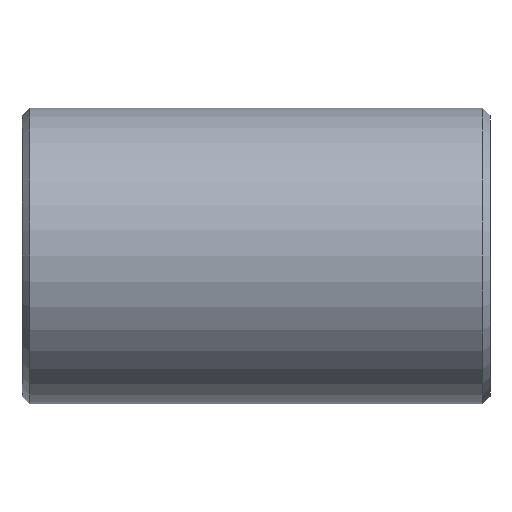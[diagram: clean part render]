
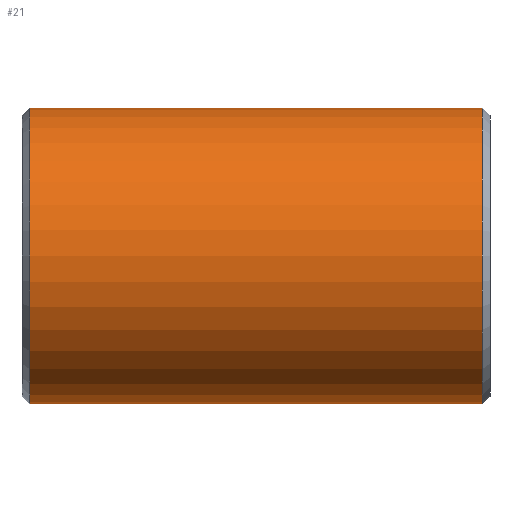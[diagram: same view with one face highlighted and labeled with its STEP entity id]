
A CAD part, front view. The second image highlights one B-rep face of the part: STEP entity #21.
In plain terms, the highlighted cylindrical face has radius 136.525 mm (diameter 273.05 mm), a partial arc.
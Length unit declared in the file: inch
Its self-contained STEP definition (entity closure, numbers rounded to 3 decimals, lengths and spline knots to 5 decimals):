
#9 = DIRECTION ( 'NONE',  ( -1., 0., 0. ) ) ;
#18 = CARTESIAN_POINT ( 'NONE',  ( 8.21867, 0., 5.375 ) ) ;
#21 = ADVANCED_FACE ( 'NONE', ( #780 ), #928, .T. ) ;
#42 = CARTESIAN_POINT ( 'NONE',  ( 8.5, 0., 5.375 ) ) ;
#70 = EDGE_CURVE ( 'NONE', #491, #494, #569, .T. ) ;
#87 = CARTESIAN_POINT ( 'NONE',  ( 8.21867, 0., 0. ) ) ;
#123 = DIRECTION ( 'NONE',  ( -1., 0., 0. ) ) ;
#137 = EDGE_LOOP ( 'NONE', ( #432, #652, #854, #394 ) ) ;
#188 = AXIS2_PLACEMENT_3D ( 'NONE', #822, #751, #764 ) ;
#326 = CARTESIAN_POINT ( 'NONE',  ( -8.21867, 0., -5.375 ) ) ;
#348 = CARTESIAN_POINT ( 'NONE',  ( 8.5, 0., 0. ) ) ;
#352 = CIRCLE ( 'NONE', #188, 5.375 ) ;
#394 = ORIENTED_EDGE ( 'NONE', *, *, #429, .T. ) ;
#406 = CARTESIAN_POINT ( 'NONE',  ( -8.21867, 0., 5.375 ) ) ;
#409 = DIRECTION ( 'NONE',  ( 0., 0., 1. ) ) ;
#429 = EDGE_CURVE ( 'NONE', #649, #494, #352, .T. ) ;
#432 = ORIENTED_EDGE ( 'NONE', *, *, #70, .F. ) ;
#476 = VERTEX_POINT ( 'NONE', #18 ) ;
#487 = LINE ( 'NONE', #42, #535 ) ;
#491 = VERTEX_POINT ( 'NONE', #903 ) ;
#494 = VERTEX_POINT ( 'NONE', #326 ) ;
#525 = CARTESIAN_POINT ( 'NONE',  ( 8.5, 0., -5.375 ) ) ;
#535 = VECTOR ( 'NONE', #609, 39.37008 ) ;
#569 = LINE ( 'NONE', #525, #767 ) ;
#594 = DIRECTION ( 'NONE',  ( -1., 0., 0. ) ) ;
#609 = DIRECTION ( 'NONE',  ( -1., 0., 0. ) ) ;
#649 = VERTEX_POINT ( 'NONE', #406 ) ;
#652 = ORIENTED_EDGE ( 'NONE', *, *, #845, .T. ) ;
#683 = EDGE_CURVE ( 'NONE', #476, #649, #487, .T. ) ;
#751 = DIRECTION ( 'NONE',  ( 1., 0., 0. ) ) ;
#764 = DIRECTION ( 'NONE',  ( 0., 0., 1. ) ) ;
#767 = VECTOR ( 'NONE', #594, 39.37008 ) ;
#780 = FACE_OUTER_BOUND ( 'NONE', #137, .T. ) ;
#803 = DIRECTION ( 'NONE',  ( 0., 0., -1. ) ) ;
#807 = CIRCLE ( 'NONE', #930, 5.375 ) ;
#822 = CARTESIAN_POINT ( 'NONE',  ( -8.21867, 0., 0. ) ) ;
#845 = EDGE_CURVE ( 'NONE', #491, #476, #807, .T. ) ;
#854 = ORIENTED_EDGE ( 'NONE', *, *, #683, .T. ) ;
#861 = AXIS2_PLACEMENT_3D ( 'NONE', #348, #123, #409 ) ;
#903 = CARTESIAN_POINT ( 'NONE',  ( 8.21867, 0., -5.375 ) ) ;
#928 = CYLINDRICAL_SURFACE ( 'NONE', #861, 5.375 ) ;
#930 = AXIS2_PLACEMENT_3D ( 'NONE', #87, #9, #803 ) ;
